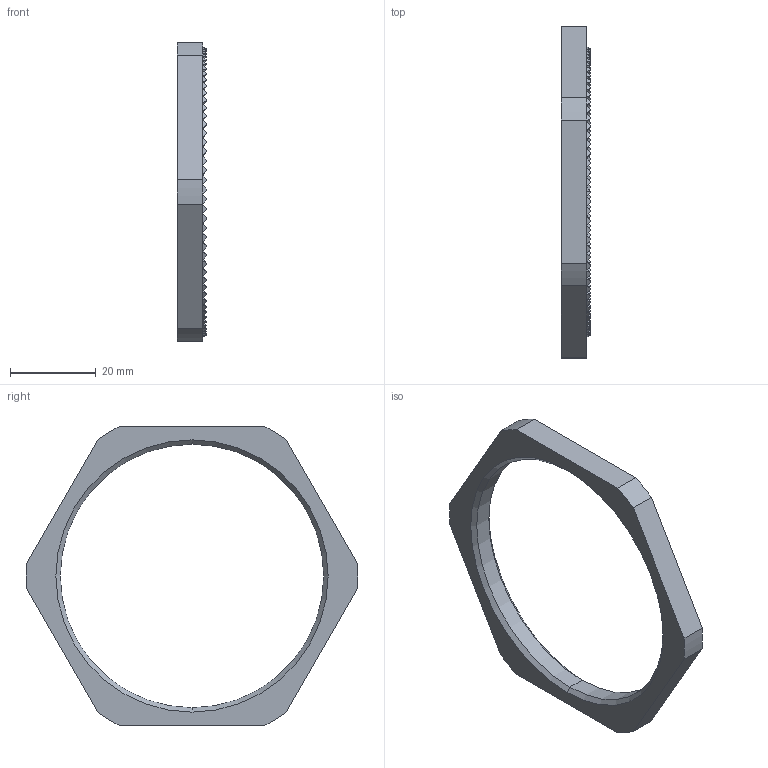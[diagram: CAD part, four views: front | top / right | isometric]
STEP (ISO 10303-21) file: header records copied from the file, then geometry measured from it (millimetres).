
FILE_DESCRIPTION (( 'STEP AP203' ), '1' );
FILE_NAME ('D3463100IndB.STEP', '2015-08-21T08:35:14', ( '' ), ( '' ), 'SwSTEP 2.0', 'SolidWorks 2015', '' );
FILE_SCHEMA (( 'CONFIG_CONTROL_DESIGN' ));
Length unit declared in the file: millimetre
Products named in the file (1): D3463100IndB
Bounding box: 7 x 77.57 x 70 mm (x, y, z)
Volume: 7279.8 mm3; surface area: 5028.9 mm2
Topology: 1 solids, 1 shells, 487 faces, 1076 edges, 592 vertices
Faces by surface type: plane 288, cone 191, cylinder 8
Entity records: 13097 total; most frequent: CARTESIAN_POINT 3272, ORIENTED_EDGE 2152, DIRECTION 2074, EDGE_CURVE 1076, AXIS2_PLACEMENT_3D 882, VERTEX_POINT 592, EDGE_LOOP 490, ADVANCED_FACE 487
